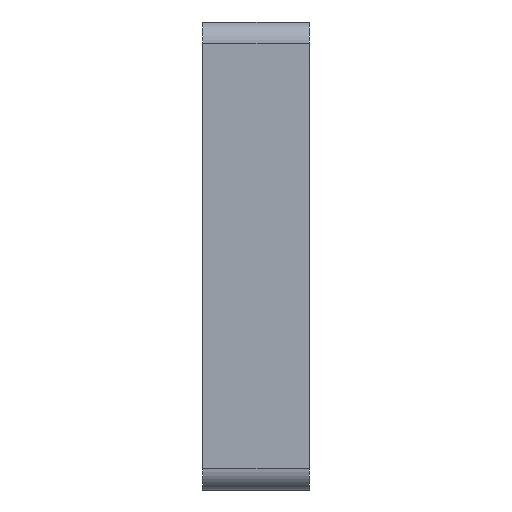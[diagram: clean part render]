
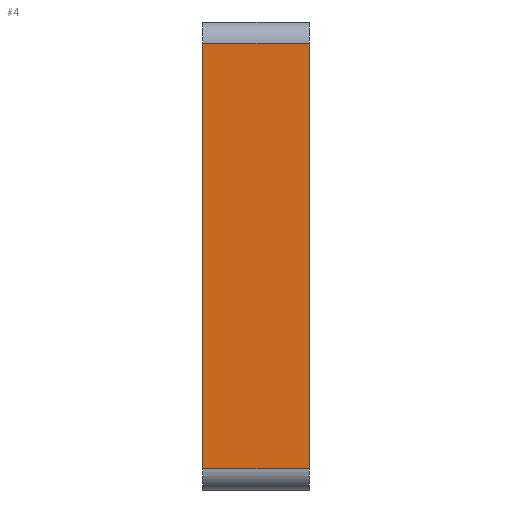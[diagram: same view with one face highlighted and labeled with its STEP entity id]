
A CAD part, left-side view. The second image highlights one B-rep face of the part: STEP entity #4.
In plain terms, the highlighted planar face has unit normal (-1, 0, 0).
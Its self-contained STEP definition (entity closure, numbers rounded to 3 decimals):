
#4 = ADVANCED_FACE ( 'NONE', ( #971 ), #805, .F. ) ;
#5 = LINE ( 'NONE', #106, #224 ) ;
#15 = AXIS2_PLACEMENT_3D ( 'NONE', #658, #1048, #93 ) ;
#52 = EDGE_CURVE ( 'NONE', #898, #935, #5, .T. ) ;
#93 = DIRECTION ( 'NONE',  ( 0., 0., -1. ) ) ;
#105 = VECTOR ( 'NONE', #424, 1000. ) ;
#106 = CARTESIAN_POINT ( 'NONE',  ( -27.5, 0., 0. ) ) ;
#116 = ORIENTED_EDGE ( 'NONE', *, *, #142, .T. ) ;
#125 = LINE ( 'NONE', #382, #362 ) ;
#137 = ORIENTED_EDGE ( 'NONE', *, *, #1000, .T. ) ;
#142 = EDGE_CURVE ( 'NONE', #935, #278, #125, .T. ) ;
#180 = CARTESIAN_POINT ( 'NONE',  ( -27.5, 0., -10. ) ) ;
#224 = VECTOR ( 'NONE', #671, 1000. ) ;
#225 = CARTESIAN_POINT ( 'NONE',  ( -27.5, 5., 0. ) ) ;
#236 = EDGE_CURVE ( 'NONE', #915, #278, #957, .T. ) ;
#241 = VECTOR ( 'NONE', #862, 1000. ) ;
#268 = ORIENTED_EDGE ( 'NONE', *, *, #52, .T. ) ;
#272 = EDGE_LOOP ( 'NONE', ( #268, #116, #863, #137 ) ) ;
#278 = VERTEX_POINT ( 'NONE', #631 ) ;
#362 = VECTOR ( 'NONE', #824, 1000. ) ;
#382 = CARTESIAN_POINT ( 'NONE',  ( -27.5, 5., 10. ) ) ;
#424 = DIRECTION ( 'NONE',  ( 0., -1., 0. ) ) ;
#497 = LINE ( 'NONE', #180, #105 ) ;
#631 = CARTESIAN_POINT ( 'NONE',  ( -27.5, 5., 10. ) ) ;
#658 = CARTESIAN_POINT ( 'NONE',  ( -27.5, 5., 0. ) ) ;
#671 = DIRECTION ( 'NONE',  ( 0., 0., 1. ) ) ;
#805 = PLANE ( 'NONE',  #15 ) ;
#824 = DIRECTION ( 'NONE',  ( 0., 1., 0. ) ) ;
#835 = CARTESIAN_POINT ( 'NONE',  ( -27.5, 0., 10. ) ) ;
#862 = DIRECTION ( 'NONE',  ( 0., 0., 1. ) ) ;
#863 = ORIENTED_EDGE ( 'NONE', *, *, #236, .F. ) ;
#898 = VERTEX_POINT ( 'NONE', #995 ) ;
#910 = CARTESIAN_POINT ( 'NONE',  ( -27.5, 5., -10. ) ) ;
#915 = VERTEX_POINT ( 'NONE', #910 ) ;
#935 = VERTEX_POINT ( 'NONE', #835 ) ;
#957 = LINE ( 'NONE', #225, #241 ) ;
#971 = FACE_OUTER_BOUND ( 'NONE', #272, .T. ) ;
#995 = CARTESIAN_POINT ( 'NONE',  ( -27.5, 0., -10. ) ) ;
#1000 = EDGE_CURVE ( 'NONE', #915, #898, #497, .T. ) ;
#1048 = DIRECTION ( 'NONE',  ( 1., 0., 0. ) ) ;
